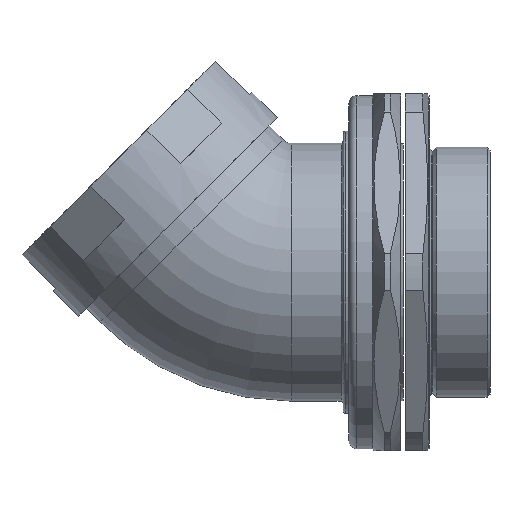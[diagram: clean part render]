
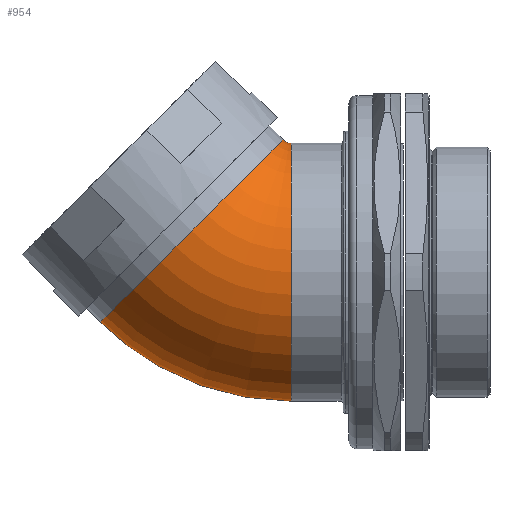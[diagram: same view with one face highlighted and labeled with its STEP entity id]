
A CAD part, front view. The second image highlights one B-rep face of the part: STEP entity #954.
In plain terms, the highlighted toroidal (fillet/blend) face has major radius 35.5 mm and minor radius 32.5 mm.
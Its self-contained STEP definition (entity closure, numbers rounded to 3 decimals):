
#80 = CIRCLE ( 'NONE', #452, 32.5 ) ;
#158 = AXIS2_PLACEMENT_3D ( 'NONE', #802, #805, #812 ) ;
#226 = DIRECTION ( 'NONE',  ( 1., 0., 0. ) ) ;
#242 = VERTEX_POINT ( 'NONE', #987 ) ;
#452 = AXIS2_PLACEMENT_3D ( 'NONE', #890, #901, #765 ) ;
#529 = FACE_OUTER_BOUND ( 'NONE', #2143, .T. ) ;
#649 = FACE_OUTER_BOUND ( 'NONE', #1693, .T. ) ;
#699 = CARTESIAN_POINT ( 'NONE',  ( -45.732, 32.491, 10.427 ) ) ;
#765 = DIRECTION ( 'NONE',  ( 0., 1., 0.001 ) ) ;
#802 = CARTESIAN_POINT ( 'NONE',  ( -20.63, 0., 0. ) ) ;
#805 = DIRECTION ( 'NONE',  ( -1., 0., 0. ) ) ;
#812 = DIRECTION ( 'NONE',  ( 0., 1., 0.001 ) ) ;
#890 = CARTESIAN_POINT ( 'NONE',  ( -45.732, -0.009, 10.398 ) ) ;
#901 = DIRECTION ( 'NONE',  ( -0.707, -0.001, 0.707 ) ) ;
#927 = AXIS2_PLACEMENT_3D ( 'NONE', #1874, #2113, #226 ) ;
#949 = EDGE_CURVE ( 'NONE', #1355, #1355, #80, .T. ) ;
#954 = ADVANCED_FACE ( 'NONE', ( #649, #529 ), #1194, .T. ) ;
#987 = CARTESIAN_POINT ( 'NONE',  ( -20.63, 32.5, 0.029 ) ) ;
#1113 = ORIENTED_EDGE ( 'NONE', *, *, #949, .F. ) ;
#1194 = TOROIDAL_SURFACE ( 'NONE', #927, 35.5, 32.5 ) ;
#1263 = CIRCLE ( 'NONE', #158, 32.5 ) ;
#1355 = VERTEX_POINT ( 'NONE', #699 ) ;
#1682 = ORIENTED_EDGE ( 'NONE', *, *, #2065, .T. ) ;
#1693 = EDGE_LOOP ( 'NONE', ( #1682 ) ) ;
#1874 = CARTESIAN_POINT ( 'NONE',  ( -20.63, -0.032, 35.5 ) ) ;
#2065 = EDGE_CURVE ( 'NONE', #242, #242, #1263, .T. ) ;
#2113 = DIRECTION ( 'NONE',  ( 0., 1., 0.001 ) ) ;
#2143 = EDGE_LOOP ( 'NONE', ( #1113 ) ) ;
